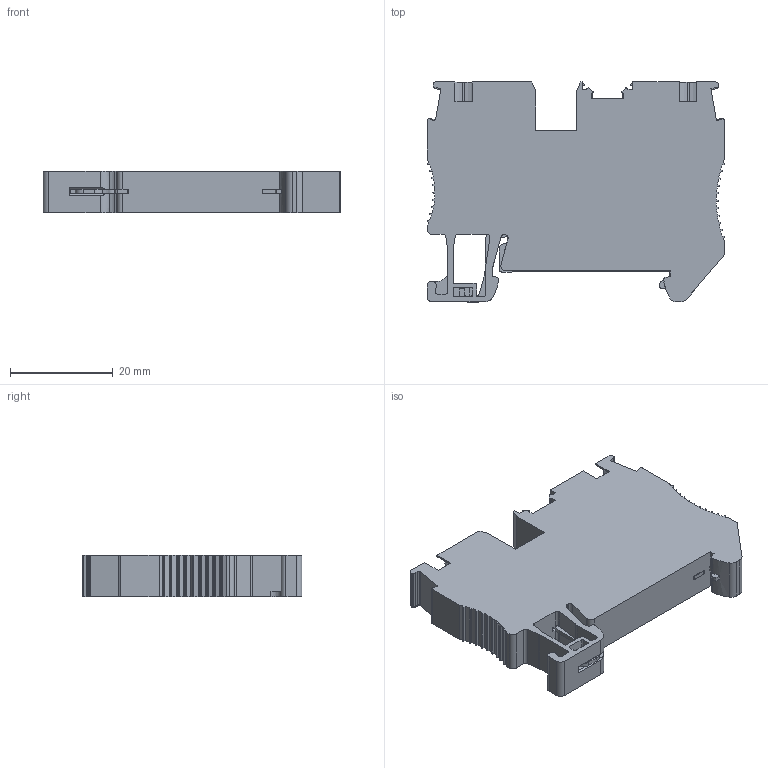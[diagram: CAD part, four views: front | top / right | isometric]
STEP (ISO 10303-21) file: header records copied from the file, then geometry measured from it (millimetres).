
FILE_DESCRIPTION( ('This file contains a STEP AP42 implementation' ,'as created by ZW3D STEP Interface translator.') ,'2;1' );
FILE_NAME( 'RPV6-PE傷赽耀倰.stp' ,'23 4 6.151648', (''), ('ZWCAD Software Co.'), 'Version 1.0', 'ZW3D to STEP translator', '' );
FILE_SCHEMA(('AUTOMOTIVE_DESIGN { 1 0 10303 214 1 1 1 1 }'));
Length unit declared in the file: millimetre
Products named in the file (2): 0; rpv_6
Bounding box: 57.78 x 42.72 x 8.15 mm (x, y, z)
Volume: 15165.1 mm3; surface area: 7274.7 mm2
Topology: 3 solids, 3 shells, 428 faces, 1244 edges, 824 vertices
Faces by surface type: plane 278, cylinder 149, bspline 1
Entity records: 14633 total; most frequent: CARTESIAN_POINT 2552, ORIENTED_EDGE 2488, DIRECTION 2401, EDGE_CURVE 1244, VECTOR 911, LINE 911, VERTEX_POINT 824, AXIS2_PLACEMENT_3D 745
